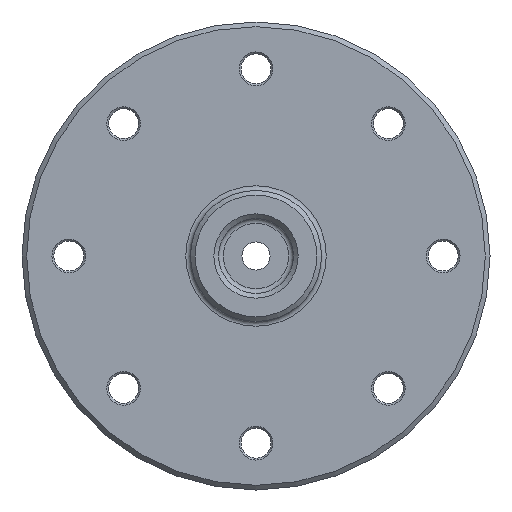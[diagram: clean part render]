
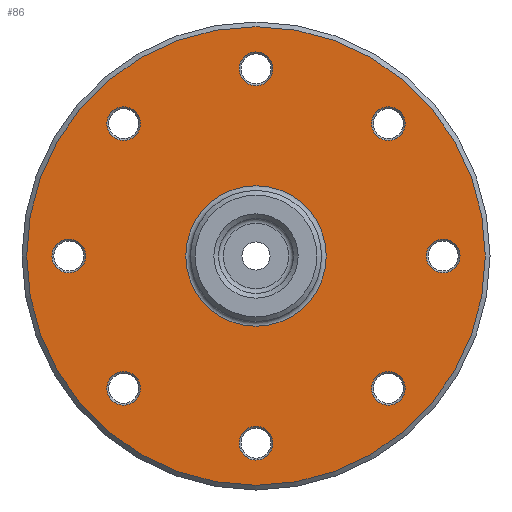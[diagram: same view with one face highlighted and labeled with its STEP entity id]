
A CAD part, front view. The second image highlights one B-rep face of the part: STEP entity #86.
In plain terms, the highlighted planar face has unit normal (0, -1, 0).
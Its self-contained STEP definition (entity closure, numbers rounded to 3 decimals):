
#65=PLANE('',#829);
#86=ADVANCED_FACE('',(#178,#179,#180,#181,#182,#183,#184,#185,#186,#187),
#65,.T.);
#178=FACE_BOUND('',#318,.T.);
#179=FACE_BOUND('',#319,.T.);
#180=FACE_BOUND('',#320,.T.);
#181=FACE_BOUND('',#321,.T.);
#182=FACE_BOUND('',#322,.T.);
#183=FACE_BOUND('',#323,.T.);
#184=FACE_BOUND('',#324,.T.);
#185=FACE_BOUND('',#325,.T.);
#186=FACE_BOUND('',#326,.T.);
#187=FACE_BOUND('',#327,.T.);
#318=EDGE_LOOP('',(#458));
#319=EDGE_LOOP('',(#459));
#320=EDGE_LOOP('',(#460));
#321=EDGE_LOOP('',(#461));
#322=EDGE_LOOP('',(#462));
#323=EDGE_LOOP('',(#463));
#324=EDGE_LOOP('',(#464));
#325=EDGE_LOOP('',(#465));
#326=EDGE_LOOP('',(#466));
#327=EDGE_LOOP('',(#467));
#458=ORIENTED_EDGE('',*,*,#668,.T.);
#459=ORIENTED_EDGE('',*,*,#669,.T.);
#460=ORIENTED_EDGE('',*,*,#670,.T.);
#461=ORIENTED_EDGE('',*,*,#671,.T.);
#462=ORIENTED_EDGE('',*,*,#672,.T.);
#463=ORIENTED_EDGE('',*,*,#673,.T.);
#464=ORIENTED_EDGE('',*,*,#674,.T.);
#465=ORIENTED_EDGE('',*,*,#675,.T.);
#466=ORIENTED_EDGE('',*,*,#676,.T.);
#467=ORIENTED_EDGE('',*,*,#677,.T.);
#598=VERTEX_POINT('',#1239);
#599=VERTEX_POINT('',#1241);
#600=VERTEX_POINT('',#1243);
#601=VERTEX_POINT('',#1245);
#602=VERTEX_POINT('',#1247);
#603=VERTEX_POINT('',#1249);
#604=VERTEX_POINT('',#1251);
#605=VERTEX_POINT('',#1253);
#606=VERTEX_POINT('',#1255);
#607=VERTEX_POINT('',#1257);
#668=EDGE_CURVE('',#598,#598,#738,.T.);
#669=EDGE_CURVE('',#599,#599,#739,.T.);
#670=EDGE_CURVE('',#600,#600,#740,.T.);
#671=EDGE_CURVE('',#601,#601,#741,.T.);
#672=EDGE_CURVE('',#602,#602,#742,.T.);
#673=EDGE_CURVE('',#603,#603,#743,.T.);
#674=EDGE_CURVE('',#604,#604,#744,.T.);
#675=EDGE_CURVE('',#605,#605,#745,.T.);
#676=EDGE_CURVE('',#606,#606,#746,.T.);
#677=EDGE_CURVE('',#607,#607,#747,.T.);
#738=CIRCLE('',#819,1.8);
#739=CIRCLE('',#820,1.8);
#740=CIRCLE('',#821,1.8);
#741=CIRCLE('',#822,1.8);
#742=CIRCLE('',#823,1.8);
#743=CIRCLE('',#824,1.8);
#744=CIRCLE('',#825,1.8);
#745=CIRCLE('',#826,1.8);
#746=CIRCLE('',#827,7.5);
#747=CIRCLE('',#828,24.5);
#819=AXIS2_PLACEMENT_3D('',#1238,#983,#984);
#820=AXIS2_PLACEMENT_3D('',#1240,#985,#986);
#821=AXIS2_PLACEMENT_3D('',#1242,#987,#988);
#822=AXIS2_PLACEMENT_3D('',#1244,#989,#990);
#823=AXIS2_PLACEMENT_3D('',#1246,#991,#992);
#824=AXIS2_PLACEMENT_3D('',#1248,#993,#994);
#825=AXIS2_PLACEMENT_3D('',#1250,#995,#996);
#826=AXIS2_PLACEMENT_3D('',#1252,#997,#998);
#827=AXIS2_PLACEMENT_3D('',#1254,#999,#1000);
#828=AXIS2_PLACEMENT_3D('',#1256,#1001,#1002);
#829=AXIS2_PLACEMENT_3D('',#1258,#1003,#1004);
#983=DIRECTION('',(0.,1.,0.));
#984=DIRECTION('',(0.,0.,-1.));
#985=DIRECTION('',(0.,1.,0.));
#986=DIRECTION('',(0.,0.,-1.));
#987=DIRECTION('',(0.,1.,0.));
#988=DIRECTION('',(0.,0.,-1.));
#989=DIRECTION('',(0.,1.,0.));
#990=DIRECTION('',(0.,0.,-1.));
#991=DIRECTION('',(0.,1.,0.));
#992=DIRECTION('',(0.,0.,-1.));
#993=DIRECTION('',(0.,1.,0.));
#994=DIRECTION('',(0.,0.,-1.));
#995=DIRECTION('',(0.,1.,0.));
#996=DIRECTION('',(0.,0.,-1.));
#997=DIRECTION('',(0.,1.,0.));
#998=DIRECTION('',(0.,0.,-1.));
#999=DIRECTION('',(0.,1.,0.));
#1000=DIRECTION('',(0.,0.,-1.));
#1001=DIRECTION('',(0.,-1.,0.));
#1002=DIRECTION('',(0.,0.,-1.));
#1003=DIRECTION('',(0.,-1.,0.));
#1004=DIRECTION('',(0.,0.,-1.));
#1238=CARTESIAN_POINT('',(14.142,11.,14.142));
#1239=CARTESIAN_POINT('',(14.142,11.,12.342));
#1240=CARTESIAN_POINT('',(20.,11.,0.));
#1241=CARTESIAN_POINT('',(20.,11.,-1.8));
#1242=CARTESIAN_POINT('',(0.,11.,20.));
#1243=CARTESIAN_POINT('',(0.,11.,18.2));
#1244=CARTESIAN_POINT('',(-14.142,11.,14.142));
#1245=CARTESIAN_POINT('',(-14.142,11.,12.342));
#1246=CARTESIAN_POINT('',(-20.,11.,0.));
#1247=CARTESIAN_POINT('',(-20.,11.,-1.8));
#1248=CARTESIAN_POINT('',(14.142,11.,-14.142));
#1249=CARTESIAN_POINT('',(14.142,11.,-15.942));
#1250=CARTESIAN_POINT('',(0.,11.,-20.));
#1251=CARTESIAN_POINT('',(0.,11.,-21.8));
#1252=CARTESIAN_POINT('',(-14.142,11.,-14.142));
#1253=CARTESIAN_POINT('',(-14.142,11.,-15.942));
#1254=CARTESIAN_POINT('',(0.,11.,0.));
#1255=CARTESIAN_POINT('',(0.,11.,-7.5));
#1256=CARTESIAN_POINT('',(0.,11.,0.));
#1257=CARTESIAN_POINT('',(0.,11.,-24.5));
#1258=CARTESIAN_POINT('',(0.,11.,-7.));
